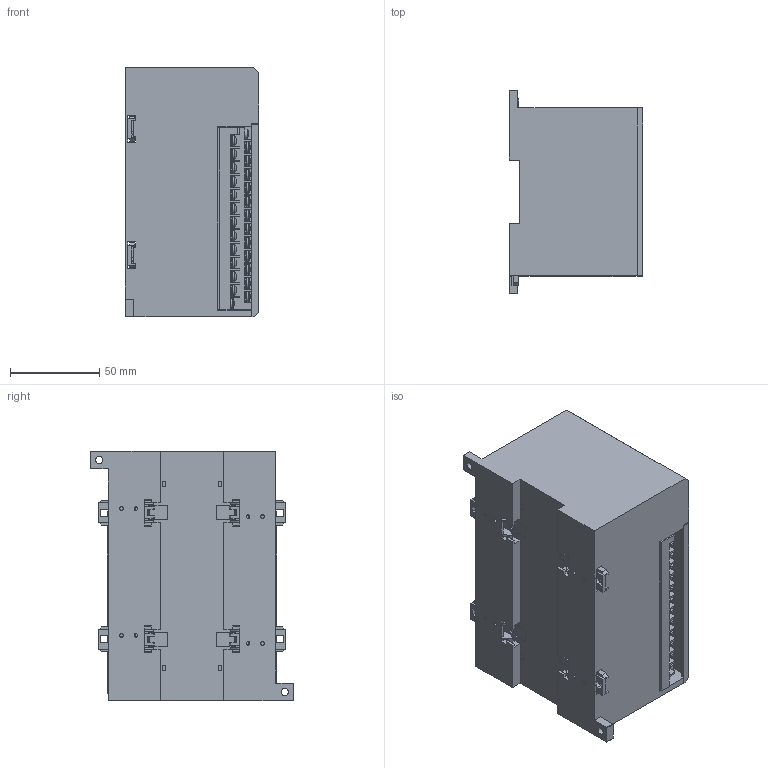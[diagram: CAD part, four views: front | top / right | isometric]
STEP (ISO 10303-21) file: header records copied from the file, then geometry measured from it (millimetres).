
FILE_DESCRIPTION (( 'STEP AP214' ), '1' );
FILE_NAME ('3D 斁麧錪 斨110-32騵.STEP', '2020-07-15T06:21:14', ( '' ), ( '' ), 'SwSTEP 2.0', 'SolidWorks 2015', '' );
FILE_SCHEMA (( 'AUTOMOTIVE_DESIGN' ));
Length unit declared in the file: millimetre
Products named in the file (11): Øàéáà êâàäðàòíàÿ Ì3; 3D 斁麧錪 斨110-32騵; ISO 7045 - M3 x 10 - Z --- 10N_ISO 7045 - M3 x 10 - Z --- 10N; Ñáîðêà êëåììíàÿ êîëîäêà; Êðûøêà ïðîçðà÷íàÿ ÏËÊ110-30_Ì02; Êðûøêà ïðîçðà÷íàÿ ÏËÊ110-30_Ì02_í; ﾔ韭ﾌ02_00; ISO 7045 - M3 x 20 - Z --- 20N_ISO 7045 - M3 x 20 - Z --- 20N; êðûøêà ìàëåíüêàÿ_00; Êëåììíàÿ êîëîäêà; 扻豵鵨 斨 110-32騵
Assembly tree (61 placements, depth 3):
  3D 斁麧錪 斨110-32騵
    扻豵鵨 斨 110-32騵
    Ñáîðêà êëåììíàÿ êîëîäêà  x2
      Êëåììíàÿ êîëîäêà
      Øàéáà êâàäðàòíàÿ Ì3
      ISO 7045 - M3 x 10 - Z --- 10N_ISO 7045 - M3 x 10 - Z --- 10N
      ISO 7045 - M3 x 20 - Z --- 20N_ISO 7045 - M3 x 20 - Z --- 20N
    ﾔ韭ﾌ02_00  x4
    Êðûøêà ïðîçðà÷íàÿ ÏËÊ110-30_Ì02
    Êðûøêà ïðîçðà÷íàÿ ÏËÊ110-30_Ì02_í
    êðûøêà ìàëåíüêàÿ_00
Bounding box: 75.1 x 114 x 140 mm (x, y, z)
Volume: 963492.7 mm3; surface area: 136037.7 mm2
Topology: 110 solids, 110 shells, 7310 faces, 19173 edges, 12453 vertices
Faces by surface type: plane 6201, cylinder 485, cone 468, torus 104, sphere 52
Full cylindrical faces by diameter (mm): 1.9 x4, 2 x16, 3 x104, 3.5 x48, 4 x2, 5.6 x52
Entity records: 193546 total; most frequent: CARTESIAN_POINT 26814, ORIENTED_EDGE 26294, DIRECTION 22826, EDGE_CURVE 13147, LINE 12874, VECTOR 12874, VERTEX_POINT 8852, EDGE_LOOP 5057
